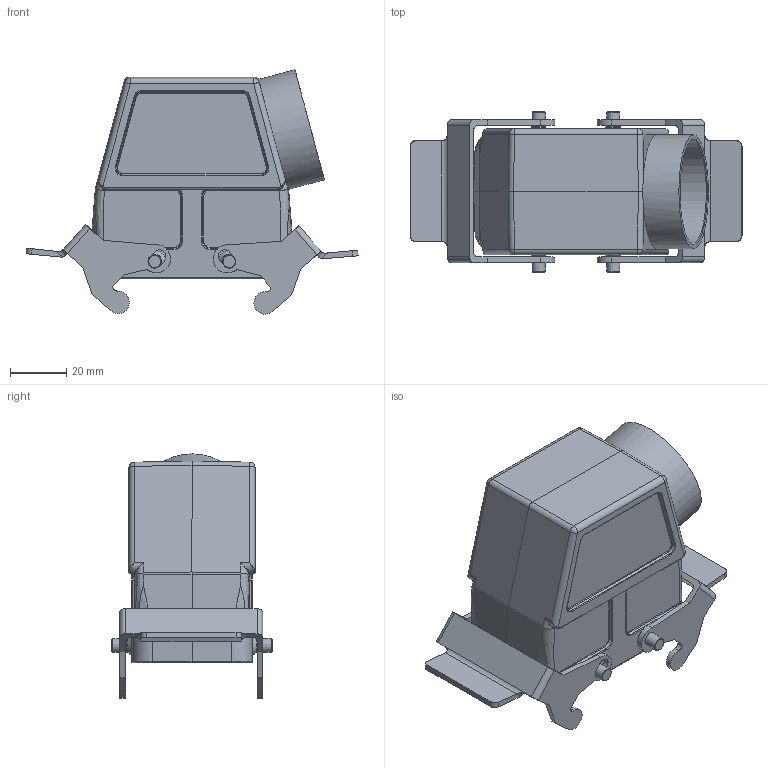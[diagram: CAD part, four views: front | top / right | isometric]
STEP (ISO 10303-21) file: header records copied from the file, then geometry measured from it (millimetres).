
FILE_DESCRIPTION((''),'2;1');
FILE_NAME('04300100533.stp','2020-07-07T14:11:26',('e.eickhoff'),(''),'Autodesk Inventor 2012','Autodesk Inventor 2012','');
FILE_SCHEMA(('AUTOMOTIVE_DESIGN { 1 0 10303 214 1 1 1 1 }'));
Length unit declared in the file: millimetre
Products named in the file (3): 04300100533; Metallbügel Quer
Assembly tree (3 placements, depth 2):
  04300100533
    04300100533
    Metallbügel Quer  x2
Bounding box: 118.48 x 57.2 x 87.19 mm (x, y, z)
Volume: 68288.3 mm3; surface area: 45359.1 mm2
Topology: 3 solids, 3 shells, 613 faces, 1861 edges, 1515 vertices
Faces by surface type: plane 283, cylinder 160, bspline 63, torus 50, cone 47, sphere 10
Full cylindrical faces by diameter (mm): 3 x4, 32 x1, 37 x1, 40.6 x1
Entity records: 23613 total; most frequent: CARTESIAN_POINT 8638, ORIENTED_EDGE 2922, DIRECTION 2765, EDGE_CURVE 1461, VERTEX_POINT 1000, AXIS2_PLACEMENT_3D 945, VECTOR 875, LINE 875
